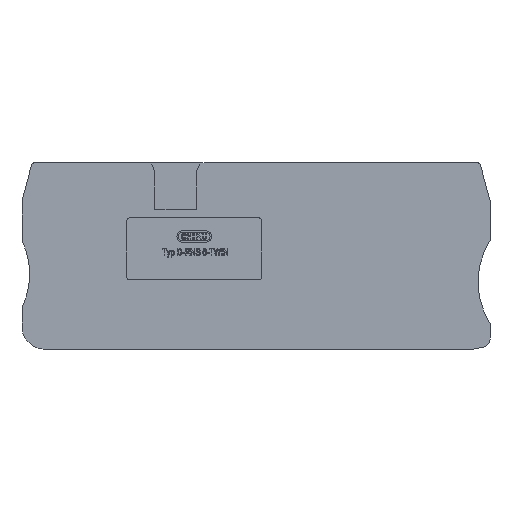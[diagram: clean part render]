
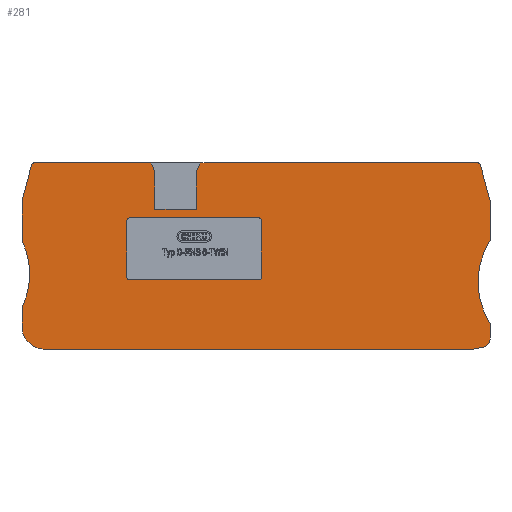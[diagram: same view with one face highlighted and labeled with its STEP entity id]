
A CAD part, top view. The second image highlights one B-rep face of the part: STEP entity #281.
In plain terms, the highlighted planar face has unit normal (0, 0, 1).
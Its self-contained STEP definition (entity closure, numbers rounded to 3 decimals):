
#30=CARTESIAN_POINT('',(1039.351,-155.816,2.2));
#31=DIRECTION('',(-1.,0.,0.));
#32=DIRECTION('',(0.,0.,1.));
#33=AXIS2_PLACEMENT_3D('',#30,#32,#31);
#34=PLANE('',#33);
#35=CARTESIAN_POINT('',(1018.81,-137.816,2.2));
#36=VERTEX_POINT('',#35);
#37=CARTESIAN_POINT('',(996.173,-137.816,2.2));
#38=VERTEX_POINT('',#37);
#39=CARTESIAN_POINT('',(1018.81,-137.816,2.2));
#40=DIRECTION('',(-1.,0.,0.));
#41=VECTOR('',#40,22.638);
#42=LINE('',#39,#41);
#43=EDGE_CURVE('',#36,#38,#42,.T.);
#44=ORIENTED_EDGE('E1',*,*,#43,.T.);
#45=CARTESIAN_POINT('',(995.69,-138.186,2.2));
#46=VERTEX_POINT('',#45);
#47=CARTESIAN_POINT('',(996.173,-138.316,2.2));
#48=DIRECTION('',(0.,1.,0.));
#49=DIRECTION('',(0.,0.,1.));
#50=AXIS2_PLACEMENT_3D('',#47,#49,#48);
#51=CIRCLE('',#50,0.5);
#52=EDGE_CURVE('',#38,#46,#51,.T.);
#53=ORIENTED_EDGE('E2',*,*,#52,.T.);
#54=CARTESIAN_POINT('',(993.829,-145.131,2.2));
#55=VERTEX_POINT('',#54);
#56=CARTESIAN_POINT('',(995.69,-138.186,2.2));
#57=DIRECTION('',(-0.259,-0.966,0.));
#58=VECTOR('',#57,7.19);
#59=LINE('',#56,#58);
#60=EDGE_CURVE('',#46,#55,#59,.T.);
#61=ORIENTED_EDGE('E3',*,*,#60,.T.);
#62=CARTESIAN_POINT('',(993.829,-152.816,2.2));
#63=VERTEX_POINT('',#62);
#64=CARTESIAN_POINT('',(993.829,-145.131,2.2));
#65=DIRECTION('',(0.,-1.,0.));
#66=VECTOR('',#65,7.684);
#67=LINE('',#64,#66);
#68=EDGE_CURVE('',#55,#63,#67,.T.);
#69=ORIENTED_EDGE('E4',*,*,#68,.T.);
#70=CARTESIAN_POINT('',(993.829,-165.816,2.2));
#71=VERTEX_POINT('',#70);
#72=CARTESIAN_POINT('',(980.31,-159.316,2.2));
#73=DIRECTION('',(0.901,0.433,0.));
#74=DIRECTION('',(0.,0.,-1.));
#75=AXIS2_PLACEMENT_3D('',#72,#74,#73);
#76=CIRCLE('',#75,15.);
#77=EDGE_CURVE('',#63,#71,#76,.T.);
#78=ORIENTED_EDGE('E5',*,*,#77,.T.);
#79=CARTESIAN_POINT('',(993.829,-169.961,2.2));
#80=VERTEX_POINT('',#79);
#81=CARTESIAN_POINT('',(993.829,-165.816,2.2));
#82=DIRECTION('',(0.,-1.,0.));
#83=VECTOR('',#82,4.146);
#84=LINE('',#81,#83);
#85=EDGE_CURVE('',#71,#80,#84,.T.);
#86=ORIENTED_EDGE('E6',*,*,#85,.T.);
#87=CARTESIAN_POINT('',(997.94,-173.816,2.2));
#88=VERTEX_POINT('',#87);
#89=CARTESIAN_POINT('',(998.196,-169.423,2.2));
#90=DIRECTION('',(-0.992,-0.122,0.));
#91=DIRECTION('',(0.,0.,1.));
#92=AXIS2_PLACEMENT_3D('',#89,#91,#90);
#93=CIRCLE('',#92,4.4);
#94=EDGE_CURVE('',#80,#88,#93,.T.);
#95=ORIENTED_EDGE('E7',*,*,#94,.T.);
#96=CARTESIAN_POINT('',(1081.107,-173.816,2.2));
#97=VERTEX_POINT('',#96);
#98=CARTESIAN_POINT('',(997.94,-173.816,2.2));
#99=DIRECTION('',(1.,0.,0.));
#100=VECTOR('',#99,83.166);
#101=LINE('',#98,#100);
#102=EDGE_CURVE('',#88,#97,#101,.T.);
#103=ORIENTED_EDGE('E8',*,*,#102,.T.);
#104=CARTESIAN_POINT('',(1083.32,-173.392,2.2));
#105=VERTEX_POINT('',#104);
#106=CARTESIAN_POINT('',(1081.107,-173.816,2.2));
#107=DIRECTION('',(0.982,0.188,0.));
#108=VECTOR('',#107,2.254);
#109=LINE('',#106,#108);
#110=EDGE_CURVE('',#97,#105,#109,.T.);
#111=ORIENTED_EDGE('E9',*,*,#110,.T.);
#112=CARTESIAN_POINT('',(1084.329,-171.868,2.2));
#113=VERTEX_POINT('',#112);
#114=CARTESIAN_POINT('',(1082.782,-171.94,2.2));
#115=DIRECTION('',(0.348,-0.938,0.));
#116=DIRECTION('',(0.,0.,1.));
#117=AXIS2_PLACEMENT_3D('',#114,#116,#115);
#118=CIRCLE('',#117,1.549);
#119=EDGE_CURVE('',#105,#113,#118,.T.);
#120=ORIENTED_EDGE('E10',*,*,#119,.T.);
#121=CARTESIAN_POINT('',(1084.329,-168.816,2.2));
#122=VERTEX_POINT('',#121);
#123=CARTESIAN_POINT('',(1084.329,-171.868,2.2));
#124=DIRECTION('',(0.,1.,0.));
#125=VECTOR('',#124,3.053);
#126=LINE('',#123,#125);
#127=EDGE_CURVE('',#113,#122,#126,.T.);
#128=ORIENTED_EDGE('E11',*,*,#127,.T.);
#129=CARTESIAN_POINT('',(1084.329,-152.816,2.2));
#130=VERTEX_POINT('',#129);
#131=CARTESIAN_POINT('',(1097.017,-160.816,2.2));
#132=DIRECTION('',(-0.846,-0.533,0.));
#133=DIRECTION('',(0.,0.,-1.));
#134=AXIS2_PLACEMENT_3D('',#131,#133,#132);
#135=CIRCLE('',#134,15.);
#136=EDGE_CURVE('',#122,#130,#135,.T.);
#137=ORIENTED_EDGE('E12',*,*,#136,.T.);
#138=CARTESIAN_POINT('',(1084.329,-145.131,2.2));
#139=VERTEX_POINT('',#138);
#140=CARTESIAN_POINT('',(1084.329,-152.816,2.2));
#141=DIRECTION('',(0.,1.,0.));
#142=VECTOR('',#141,7.684);
#143=LINE('',#140,#142);
#144=EDGE_CURVE('',#130,#139,#143,.T.);
#145=ORIENTED_EDGE('E13',*,*,#144,.T.);
#146=CARTESIAN_POINT('',(1082.468,-138.186,2.2));
#147=VERTEX_POINT('',#146);
#148=CARTESIAN_POINT('',(1084.329,-145.131,2.2));
#149=DIRECTION('',(-0.259,0.966,0.));
#150=VECTOR('',#149,7.19);
#151=LINE('',#148,#150);
#152=EDGE_CURVE('',#139,#147,#151,.T.);
#153=ORIENTED_EDGE('E14',*,*,#152,.T.);
#154=CARTESIAN_POINT('',(1081.985,-137.816,2.2));
#155=VERTEX_POINT('',#154);
#156=CARTESIAN_POINT('',(1081.985,-138.316,2.2));
#157=DIRECTION('',(0.966,0.259,0.));
#158=DIRECTION('',(0.,0.,1.));
#159=AXIS2_PLACEMENT_3D('',#156,#158,#157);
#160=CIRCLE('',#159,0.5);
#161=EDGE_CURVE('',#147,#155,#160,.T.);
#162=ORIENTED_EDGE('E15',*,*,#161,.T.);
#163=CARTESIAN_POINT('',(1028.247,-137.816,2.2));
#164=VERTEX_POINT('',#163);
#165=CARTESIAN_POINT('',(1081.985,-137.816,2.2));
#166=DIRECTION('',(-1.,0.,0.));
#167=VECTOR('',#166,53.738);
#168=LINE('',#165,#167);
#169=EDGE_CURVE('',#155,#164,#168,.T.);
#170=ORIENTED_EDGE('E16',*,*,#169,.T.);
#171=CARTESIAN_POINT('',(1027.529,-139.516,2.2));
#172=VERTEX_POINT('',#171);
#173=CARTESIAN_POINT('',(1028.247,-137.816,2.2));
#174=DIRECTION('',(-0.389,-0.921,0.));
#175=VECTOR('',#174,1.846);
#176=LINE('',#173,#175);
#177=EDGE_CURVE('',#164,#172,#176,.T.);
#178=ORIENTED_EDGE('E17',*,*,#177,.T.);
#179=CARTESIAN_POINT('',(1027.529,-146.816,2.2));
#180=VERTEX_POINT('',#179);
#181=CARTESIAN_POINT('',(1027.529,-139.516,2.2));
#182=DIRECTION('',(0.,-1.,0.));
#183=VECTOR('',#182,7.3);
#184=LINE('',#181,#183);
#185=EDGE_CURVE('',#172,#180,#184,.T.);
#186=ORIENTED_EDGE('E18',*,*,#185,.T.);
#187=CARTESIAN_POINT('',(1019.529,-146.816,2.2));
#188=VERTEX_POINT('',#187);
#189=CARTESIAN_POINT('',(1027.529,-146.816,2.2));
#190=DIRECTION('',(-1.,0.,0.));
#191=VECTOR('',#190,8.);
#192=LINE('',#189,#191);
#193=EDGE_CURVE('',#180,#188,#192,.T.);
#194=ORIENTED_EDGE('E19',*,*,#193,.T.);
#195=CARTESIAN_POINT('',(1019.529,-139.516,2.2));
#196=VERTEX_POINT('',#195);
#197=CARTESIAN_POINT('',(1019.529,-146.816,2.2));
#198=DIRECTION('',(0.,1.,0.));
#199=VECTOR('',#198,7.3);
#200=LINE('',#197,#199);
#201=EDGE_CURVE('',#188,#196,#200,.T.);
#202=ORIENTED_EDGE('E20',*,*,#201,.T.);
#203=CARTESIAN_POINT('',(1019.529,-139.516,2.2));
#204=DIRECTION('',(-0.389,0.921,0.));
#205=VECTOR('',#204,1.846);
#206=LINE('',#203,#205);
#207=EDGE_CURVE('',#196,#36,#206,.T.);
#208=ORIENTED_EDGE('E21',*,*,#207,.T.);
#209=EDGE_LOOP('',(#44,#53,#61,#69,#78,#86,#95,#103,#111,#120,#128,#137,#145,#153,#162,#170,#178,#186,#194,#202,#208));
#210=FACE_OUTER_BOUND('',#209,.T.);
#211=CARTESIAN_POINT('',(1039.624,-148.455,2.2));
#212=VERTEX_POINT('',#211);
#213=CARTESIAN_POINT('',(1014.624,-148.455,2.2));
#214=VERTEX_POINT('',#213);
#215=CARTESIAN_POINT('',(1039.624,-148.455,2.2));
#216=DIRECTION('',(-1.,0.,0.));
#217=VECTOR('',#216,25.);
#218=LINE('',#215,#217);
#219=EDGE_CURVE('',#212,#214,#218,.T.);
#220=ORIENTED_EDGE('E22',*,*,#219,.F.);
#221=CARTESIAN_POINT('',(1040.124,-148.955,2.2));
#222=VERTEX_POINT('',#221);
#223=CARTESIAN_POINT('',(1039.624,-148.955,2.2));
#224=DIRECTION('',(1.,0.,0.));
#225=DIRECTION('',(0.,0.,1.));
#226=AXIS2_PLACEMENT_3D('',#223,#225,#224);
#227=CIRCLE('',#226,0.5);
#228=EDGE_CURVE('',#222,#212,#227,.T.);
#229=ORIENTED_EDGE('E23',*,*,#228,.F.);
#230=CARTESIAN_POINT('',(1040.124,-159.955,2.2));
#231=VERTEX_POINT('',#230);
#232=CARTESIAN_POINT('',(1040.124,-159.955,2.2));
#233=DIRECTION('',(0.,1.,0.));
#234=VECTOR('',#233,11.);
#235=LINE('',#232,#234);
#236=EDGE_CURVE('',#231,#222,#235,.T.);
#237=ORIENTED_EDGE('E24',*,*,#236,.F.);
#238=CARTESIAN_POINT('',(1039.624,-160.455,2.2));
#239=VERTEX_POINT('',#238);
#240=CARTESIAN_POINT('',(1039.624,-159.955,2.2));
#241=DIRECTION('',(0.,-1.,0.));
#242=DIRECTION('',(0.,0.,1.));
#243=AXIS2_PLACEMENT_3D('',#240,#242,#241);
#244=CIRCLE('',#243,0.5);
#245=EDGE_CURVE('',#239,#231,#244,.T.);
#246=ORIENTED_EDGE('E25',*,*,#245,.F.);
#247=CARTESIAN_POINT('',(1014.624,-160.455,2.2));
#248=VERTEX_POINT('',#247);
#249=CARTESIAN_POINT('',(1014.624,-160.455,2.2));
#250=DIRECTION('',(1.,0.,0.));
#251=VECTOR('',#250,25.);
#252=LINE('',#249,#251);
#253=EDGE_CURVE('',#248,#239,#252,.T.);
#254=ORIENTED_EDGE('E26',*,*,#253,.F.);
#255=CARTESIAN_POINT('',(1014.124,-159.955,2.2));
#256=VERTEX_POINT('',#255);
#257=CARTESIAN_POINT('',(1014.624,-159.955,2.2));
#258=DIRECTION('',(-1.,0.,0.));
#259=DIRECTION('',(0.,0.,1.));
#260=AXIS2_PLACEMENT_3D('',#257,#259,#258);
#261=CIRCLE('',#260,0.5);
#262=EDGE_CURVE('',#256,#248,#261,.T.);
#263=ORIENTED_EDGE('E27',*,*,#262,.F.);
#264=CARTESIAN_POINT('',(1014.124,-148.955,2.2));
#265=VERTEX_POINT('',#264);
#266=CARTESIAN_POINT('',(1014.124,-148.955,2.2));
#267=DIRECTION('',(0.,-1.,0.));
#268=VECTOR('',#267,11.);
#269=LINE('',#266,#268);
#270=EDGE_CURVE('',#265,#256,#269,.T.);
#271=ORIENTED_EDGE('E28',*,*,#270,.F.);
#272=CARTESIAN_POINT('',(1014.624,-148.955,2.2));
#273=DIRECTION('',(0.,1.,0.));
#274=DIRECTION('',(0.,0.,1.));
#275=AXIS2_PLACEMENT_3D('',#272,#274,#273);
#276=CIRCLE('',#275,0.5);
#277=EDGE_CURVE('',#214,#265,#276,.T.);
#278=ORIENTED_EDGE('E29',*,*,#277,.F.);
#279=EDGE_LOOP('',(#220,#229,#237,#246,#254,#263,#271,#278));
#280=FACE_BOUND('',#279,.T.);
#281=ADVANCED_FACE('F1',(#210,#280),#34,.T.);
